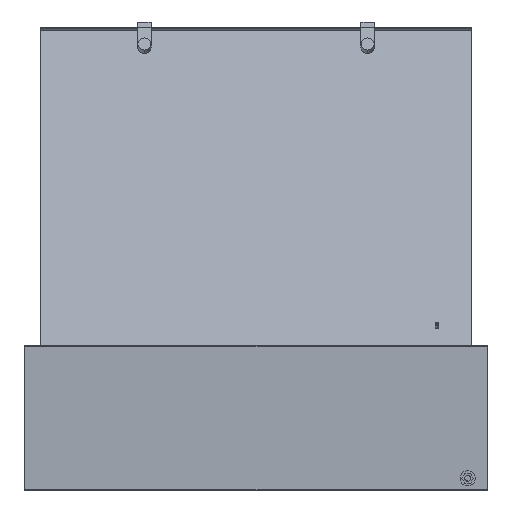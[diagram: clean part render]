
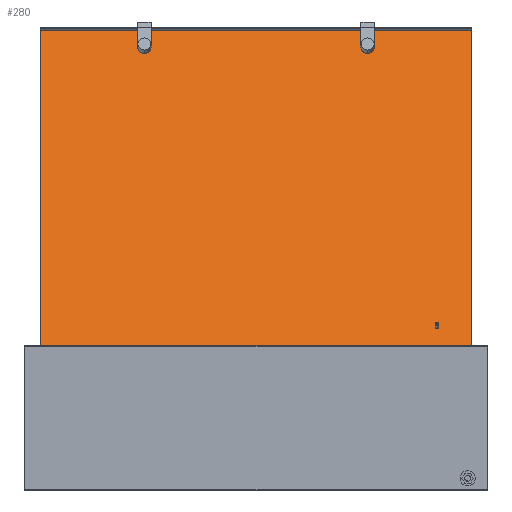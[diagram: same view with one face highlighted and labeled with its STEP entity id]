
A CAD part, left-side view. The second image highlights one B-rep face of the part: STEP entity #280.
In plain terms, the highlighted face is planar.
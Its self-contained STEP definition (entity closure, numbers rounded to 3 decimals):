
#67 = DIRECTION ( 'NONE',  ( 1., 0., 0. ) ) ;
#99 = VERTEX_POINT ( 'NONE', #4621 ) ;
#132 = DIRECTION ( 'NONE',  ( 0., -1., 0. ) ) ;
#178 = AXIS2_PLACEMENT_3D ( 'NONE', #3272, #2040, #891 ) ;
#222 = CARTESIAN_POINT ( 'NONE',  ( 296.5, 371.5, -1. ) ) ;
#273 = CARTESIAN_POINT ( 'NONE',  ( 296.5, -371.5, -1. ) ) ;
#280 = ADVANCED_FACE ( 'NONE', ( #2756, #3837, #1993, #629 ), #4349, .F. ) ;
#338 = AXIS2_PLACEMENT_3D ( 'NONE', #4625, #1004, #4251 ) ;
#359 = CARTESIAN_POINT ( 'NONE',  ( -266.5, -192.5, -1. ) ) ;
#421 = CARTESIAN_POINT ( 'NONE',  ( 244.5, -312.5, -1. ) ) ;
#629 = FACE_BOUND ( 'NONE', #3636, .T. ) ;
#674 = VERTEX_POINT ( 'NONE', #3950 ) ;
#677 = EDGE_CURVE ( 'NONE', #2296, #4322, #2232, .T. ) ;
#684 = ORIENTED_EDGE ( 'NONE', *, *, #677, .F. ) ;
#880 = EDGE_CURVE ( 'NONE', #4322, #674, #4866, .T. ) ;
#891 = DIRECTION ( 'NONE',  ( 1., 0., 0. ) ) ;
#903 = ORIENTED_EDGE ( 'NONE', *, *, #2939, .T. ) ;
#929 = DIRECTION ( 'NONE',  ( 0., 0., -1. ) ) ;
#955 = VECTOR ( 'NONE', #1451, 1000. ) ;
#1004 = DIRECTION ( 'NONE',  ( 0., 0., 1. ) ) ;
#1220 = CIRCLE ( 'NONE', #1356, 3. ) ;
#1225 = CARTESIAN_POINT ( 'NONE',  ( 296.5, 0., -1. ) ) ;
#1275 = DIRECTION ( 'NONE',  ( 1., 0., 0. ) ) ;
#1356 = AXIS2_PLACEMENT_3D ( 'NONE', #2856, #2440, #67 ) ;
#1408 = LINE ( 'NONE', #1225, #4914 ) ;
#1417 = ORIENTED_EDGE ( 'NONE', *, *, #2694, .F. ) ;
#1451 = DIRECTION ( 'NONE',  ( 1., 0., 0. ) ) ;
#1509 = CARTESIAN_POINT ( 'NONE',  ( -278., 192.5, -1. ) ) ;
#1512 = DIRECTION ( 'NONE',  ( 0., 0., 1. ) ) ;
#1544 = CIRCLE ( 'NONE', #2302, 11.5 ) ;
#1564 = CARTESIAN_POINT ( 'NONE',  ( 0., 371.5, -1. ) ) ;
#1589 = EDGE_CURVE ( 'NONE', #4574, #99, #1544, .T. ) ;
#1993 = FACE_BOUND ( 'NONE', #2888, .T. ) ;
#2039 = EDGE_CURVE ( 'NONE', #2459, #2296, #1408, .T. ) ;
#2040 = DIRECTION ( 'NONE',  ( 0., 0., -1. ) ) ;
#2167 = EDGE_CURVE ( 'NONE', #5142, #4937, #3811, .T. ) ;
#2232 = LINE ( 'NONE', #1564, #4869 ) ;
#2258 = CARTESIAN_POINT ( 'NONE',  ( -255., -192.5, -1. ) ) ;
#2266 = AXIS2_PLACEMENT_3D ( 'NONE', #4741, #1512, #4383 ) ;
#2276 = ORIENTED_EDGE ( 'NONE', *, *, #2167, .F. ) ;
#2296 = VERTEX_POINT ( 'NONE', #222 ) ;
#2302 = AXIS2_PLACEMENT_3D ( 'NONE', #2557, #929, #4144 ) ;
#2340 = CIRCLE ( 'NONE', #3734, 11.5 ) ;
#2356 = DIRECTION ( 'NONE',  ( 0., 0., 1. ) ) ;
#2430 = ORIENTED_EDGE ( 'NONE', *, *, #880, .F. ) ;
#2440 = DIRECTION ( 'NONE',  ( 0., 0., -1. ) ) ;
#2459 = VERTEX_POINT ( 'NONE', #273 ) ;
#2557 = CARTESIAN_POINT ( 'NONE',  ( -266.5, -192.5, -1. ) ) ;
#2694 = EDGE_CURVE ( 'NONE', #4937, #5142, #1220, .T. ) ;
#2721 = DIRECTION ( 'NONE',  ( 1., 0., 0. ) ) ;
#2756 = FACE_BOUND ( 'NONE', #4560, .T. ) ;
#2814 = EDGE_CURVE ( 'NONE', #99, #4574, #2340, .T. ) ;
#2818 = VERTEX_POINT ( 'NONE', #1509 ) ;
#2837 = ORIENTED_EDGE ( 'NONE', *, *, #4845, .T. ) ;
#2856 = CARTESIAN_POINT ( 'NONE',  ( 247.5, -312.5, -1. ) ) ;
#2888 = EDGE_LOOP ( 'NONE', ( #2837, #903 ) ) ;
#2939 = EDGE_CURVE ( 'NONE', #2818, #2966, #4723, .T. ) ;
#2966 = VERTEX_POINT ( 'NONE', #4515 ) ;
#3027 = CIRCLE ( 'NONE', #338, 11.5 ) ;
#3068 = AXIS2_PLACEMENT_3D ( 'NONE', #4467, #2356, #1275 ) ;
#3119 = VECTOR ( 'NONE', #132, 1000. ) ;
#3121 = EDGE_LOOP ( 'NONE', ( #2430, #684, #4309, #4872 ) ) ;
#3147 = DIRECTION ( 'NONE',  ( 0., 0., -1. ) ) ;
#3216 = LINE ( 'NONE', #4674, #955 ) ;
#3272 = CARTESIAN_POINT ( 'NONE',  ( 247.5, -312.5, -1. ) ) ;
#3588 = DIRECTION ( 'NONE',  ( 0., 1., 0. ) ) ;
#3636 = EDGE_LOOP ( 'NONE', ( #4001, #4770 ) ) ;
#3734 = AXIS2_PLACEMENT_3D ( 'NONE', #359, #3147, #2721 ) ;
#3811 = CIRCLE ( 'NONE', #178, 3. ) ;
#3830 = EDGE_CURVE ( 'NONE', #674, #2459, #3216, .T. ) ;
#3837 = FACE_OUTER_BOUND ( 'NONE', #3121, .T. ) ;
#3950 = CARTESIAN_POINT ( 'NONE',  ( -296.5, -371.5, -1. ) ) ;
#4001 = ORIENTED_EDGE ( 'NONE', *, *, #1589, .F. ) ;
#4144 = DIRECTION ( 'NONE',  ( 1., 0., 0. ) ) ;
#4251 = DIRECTION ( 'NONE',  ( 1., 0., 0. ) ) ;
#4309 = ORIENTED_EDGE ( 'NONE', *, *, #2039, .F. ) ;
#4322 = VERTEX_POINT ( 'NONE', #4598 ) ;
#4349 = PLANE ( 'NONE',  #2266 ) ;
#4376 = DIRECTION ( 'NONE',  ( -1., 0., 0. ) ) ;
#4383 = DIRECTION ( 'NONE',  ( 1., 0., 0. ) ) ;
#4459 = CARTESIAN_POINT ( 'NONE',  ( -296.5, 0., -1. ) ) ;
#4467 = CARTESIAN_POINT ( 'NONE',  ( -266.5, 192.5, -1. ) ) ;
#4515 = CARTESIAN_POINT ( 'NONE',  ( -255., 192.5, -1. ) ) ;
#4560 = EDGE_LOOP ( 'NONE', ( #1417, #2276 ) ) ;
#4574 = VERTEX_POINT ( 'NONE', #2258 ) ;
#4598 = CARTESIAN_POINT ( 'NONE',  ( -296.5, 371.5, -1. ) ) ;
#4621 = CARTESIAN_POINT ( 'NONE',  ( -278., -192.5, -1. ) ) ;
#4625 = CARTESIAN_POINT ( 'NONE',  ( -266.5, 192.5, -1. ) ) ;
#4674 = CARTESIAN_POINT ( 'NONE',  ( 0., -371.5, -1. ) ) ;
#4723 = CIRCLE ( 'NONE', #3068, 11.5 ) ;
#4741 = CARTESIAN_POINT ( 'NONE',  ( 0., 0., -1. ) ) ;
#4770 = ORIENTED_EDGE ( 'NONE', *, *, #2814, .F. ) ;
#4845 = EDGE_CURVE ( 'NONE', #2966, #2818, #3027, .T. ) ;
#4866 = LINE ( 'NONE', #4459, #3119 ) ;
#4869 = VECTOR ( 'NONE', #4376, 1000. ) ;
#4872 = ORIENTED_EDGE ( 'NONE', *, *, #3830, .F. ) ;
#4914 = VECTOR ( 'NONE', #3588, 1000. ) ;
#4937 = VERTEX_POINT ( 'NONE', #5056 ) ;
#5056 = CARTESIAN_POINT ( 'NONE',  ( 250.5, -312.5, -1. ) ) ;
#5142 = VERTEX_POINT ( 'NONE', #421 ) ;
